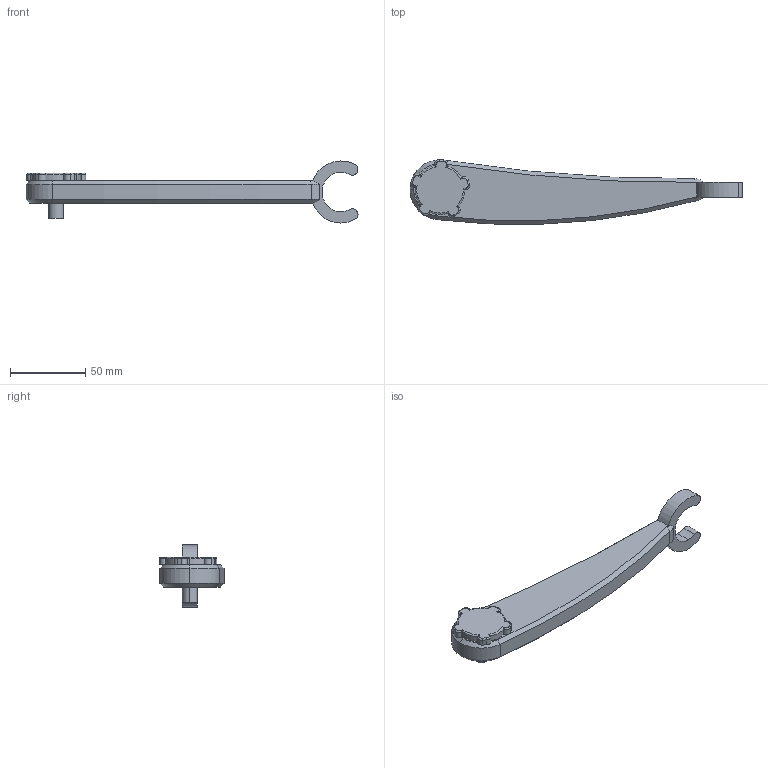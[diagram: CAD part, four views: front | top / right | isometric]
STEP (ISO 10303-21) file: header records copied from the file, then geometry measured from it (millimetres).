
FILE_DESCRIPTION (( 'STEP AP203' ), '1' );
FILE_NAME ('Link_2_Default_sldprt.STEP', '2024-04-20T22:19:51', ( '' ), ( '' ), 'SwSTEP 2.0', 'SolidWorks 2022', '' );
FILE_SCHEMA (( 'CONFIG_CONTROL_DESIGN' ));
Length unit declared in the file: millimetre
Products named in the file (1): Link_2_Default_sldprt
Bounding box: 221.28 x 42.99 x 41.33 mm (x, y, z)
Volume: 96876.8 mm3; surface area: 20254.7 mm2
Topology: 1 solids, 1 shells, 109 faces, 268 edges, 162 vertices
Faces by surface type: cylinder 53, plane 26, torus 19, cone 11
Entity records: 3441 total; most frequent: CARTESIAN_POINT 732, DIRECTION 602, ORIENTED_EDGE 536, EDGE_CURVE 268, AXIS2_PLACEMENT_3D 248, VERTEX_POINT 162, CIRCLE 138, EDGE_LOOP 110
